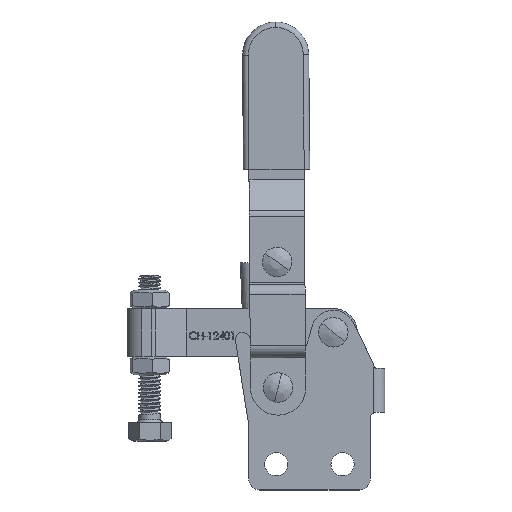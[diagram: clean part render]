
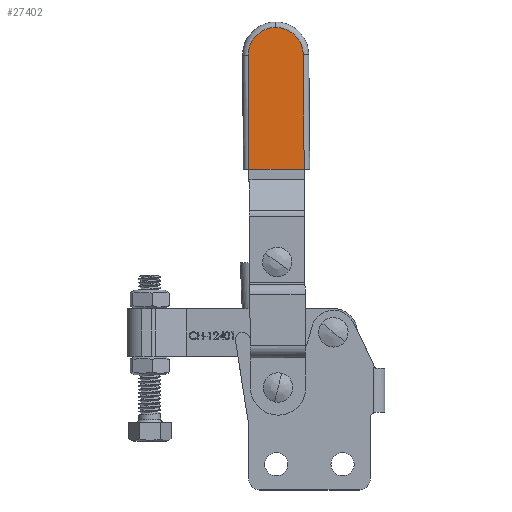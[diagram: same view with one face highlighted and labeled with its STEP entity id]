
A CAD part, top view. The second image highlights one B-rep face of the part: STEP entity #27402.
In plain terms, the highlighted planar face has unit normal (0, 0, 1).
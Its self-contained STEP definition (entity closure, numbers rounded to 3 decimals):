
#268 = CARTESIAN_POINT ( 'NONE',  ( -31., -9., 9. ) ) ;
#588 = DIRECTION ( 'NONE',  ( 1., 0., 0. ) ) ;
#738 = VERTEX_POINT ( 'NONE', #3222 ) ;
#1573 = DIRECTION ( 'NONE',  ( 0., 0., 1. ) ) ;
#2328 = DIRECTION ( 'NONE',  ( -1., 0., 0. ) ) ;
#3222 = CARTESIAN_POINT ( 'NONE',  ( -31., -7.5, 9. ) ) ;
#5414 = CIRCLE ( 'NONE', #18742, 7.5 ) ;
#5425 = VECTOR ( 'NONE', #2328, 1000. ) ;
#5620 = VECTOR ( 'NONE', #10681, 1000. ) ;
#6420 = VERTEX_POINT ( 'NONE', #12183 ) ;
#7393 = ORIENTED_EDGE ( 'NONE', *, *, #24899, .T. ) ;
#8071 = EDGE_CURVE ( 'NONE', #31479, #25625, #30014, .T. ) ;
#8170 = CARTESIAN_POINT ( 'NONE',  ( 0., -7.5, 9. ) ) ;
#9842 = VECTOR ( 'NONE', #20650, 1000. ) ;
#10047 = CARTESIAN_POINT ( 'NONE',  ( 0., -7.5, 9. ) ) ;
#10521 = VERTEX_POINT ( 'NONE', #10047 ) ;
#10681 = DIRECTION ( 'NONE',  ( 1., 0., 0. ) ) ;
#11114 = AXIS2_PLACEMENT_3D ( 'NONE', #11156, #29037, #13714 ) ;
#11156 = CARTESIAN_POINT ( 'NONE',  ( 0., 0., 9. ) ) ;
#11575 = CARTESIAN_POINT ( 'NONE',  ( 0., 7.5, 9. ) ) ;
#11766 = ORIENTED_EDGE ( 'NONE', *, *, #8071, .T. ) ;
#12183 = CARTESIAN_POINT ( 'NONE',  ( -31., 7.5, 9. ) ) ;
#12430 = EDGE_CURVE ( 'NONE', #738, #10521, #24367, .T. ) ;
#13392 = ORIENTED_EDGE ( 'NONE', *, *, #14819, .T. ) ;
#13714 = DIRECTION ( 'NONE',  ( 1., 0., 0. ) ) ;
#14819 = EDGE_CURVE ( 'NONE', #6420, #738, #17432, .T. ) ;
#15656 = CARTESIAN_POINT ( 'NONE',  ( 7.5, 0., 9. ) ) ;
#15831 = DIRECTION ( 'NONE',  ( 0., 0., 1. ) ) ;
#16806 = CARTESIAN_POINT ( 'NONE',  ( 0., 0., 9. ) ) ;
#16977 = FACE_OUTER_BOUND ( 'NONE', #19204, .T. ) ;
#17220 = EDGE_CURVE ( 'NONE', #10521, #31479, #5414, .T. ) ;
#17432 = LINE ( 'NONE', #268, #9842 ) ;
#17541 = CARTESIAN_POINT ( 'NONE',  ( -31., 7.5, 9. ) ) ;
#18742 = AXIS2_PLACEMENT_3D ( 'NONE', #16806, #1573, #19402 ) ;
#18939 = LINE ( 'NONE', #17541, #5425 ) ;
#19204 = EDGE_LOOP ( 'NONE', ( #13392, #28937, #29189, #11766, #7393 ) ) ;
#19402 = DIRECTION ( 'NONE',  ( 1., 0., 0. ) ) ;
#20650 = DIRECTION ( 'NONE',  ( 0., -1., 0. ) ) ;
#23324 = PLANE ( 'NONE',  #28996 ) ;
#24367 = LINE ( 'NONE', #8170, #5620 ) ;
#24899 = EDGE_CURVE ( 'NONE', #25625, #6420, #18939, .T. ) ;
#25625 = VERTEX_POINT ( 'NONE', #11575 ) ;
#27402 = ADVANCED_FACE ( 'NONE', ( #16977 ), #23324, .T. ) ;
#28937 = ORIENTED_EDGE ( 'NONE', *, *, #12430, .T. ) ;
#28996 = AXIS2_PLACEMENT_3D ( 'NONE', #31107, #15831, #588 ) ;
#29037 = DIRECTION ( 'NONE',  ( 0., 0., 1. ) ) ;
#29189 = ORIENTED_EDGE ( 'NONE', *, *, #17220, .T. ) ;
#30014 = CIRCLE ( 'NONE', #11114, 7.5 ) ;
#31107 = CARTESIAN_POINT ( 'NONE',  ( 0., 0., 9. ) ) ;
#31479 = VERTEX_POINT ( 'NONE', #15656 ) ;
